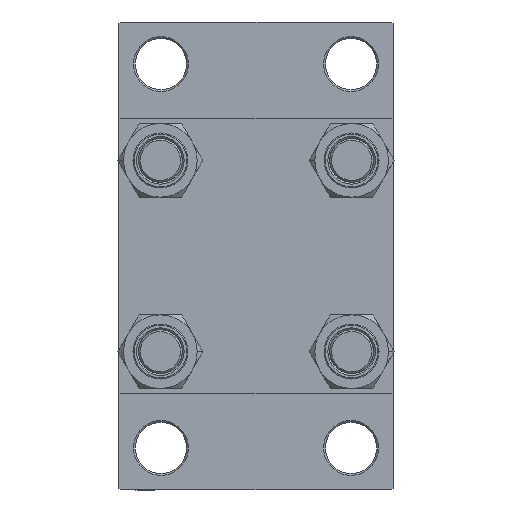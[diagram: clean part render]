
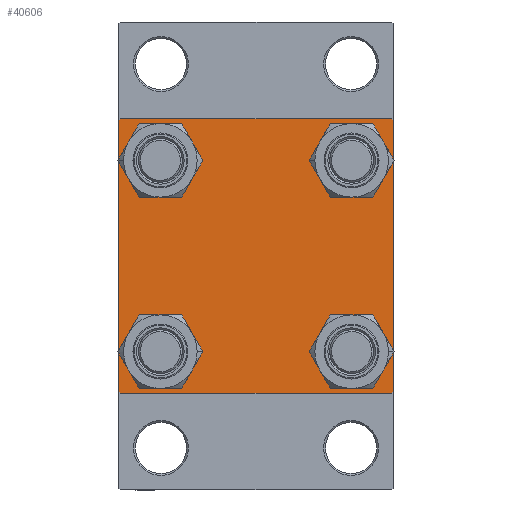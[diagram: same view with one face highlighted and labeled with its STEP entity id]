
A CAD part, left-side view. The second image highlights one B-rep face of the part: STEP entity #40606.
In plain terms, the highlighted planar face has unit normal (-1, 0, 0).
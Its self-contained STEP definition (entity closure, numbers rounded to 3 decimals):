
#66 = CIRCLE ( 'NONE', #38370, 6.5 ) ;
#154 = DIRECTION ( 'NONE',  ( 0., 0.707, -0.707 ) ) ;
#443 = CARTESIAN_POINT ( 'NONE',  ( 0., 37.5, 37. ) ) ;
#767 = AXIS2_PLACEMENT_3D ( 'NONE', #19468, #23308, #45136 ) ;
#937 = DIRECTION ( 'NONE',  ( 0., -0.707, -0.707 ) ) ;
#976 = DIRECTION ( 'NONE',  ( 0., 0., 1. ) ) ;
#1217 = FACE_BOUND ( 'NONE', #17452, .T. ) ;
#1239 = CARTESIAN_POINT ( 'NONE',  ( 0., 37.5, 37.5 ) ) ;
#2269 = EDGE_CURVE ( 'NONE', #35984, #39857, #18434, .T. ) ;
#2631 = EDGE_LOOP ( 'NONE', ( #30746, #20056 ) ) ;
#2694 = CARTESIAN_POINT ( 'NONE',  ( 0., -26.15, 26.15 ) ) ;
#3035 = DIRECTION ( 'NONE',  ( 0., -0.707, 0.707 ) ) ;
#3267 = CARTESIAN_POINT ( 'NONE',  ( 0., -37.25, -37.25 ) ) ;
#3384 = VERTEX_POINT ( 'NONE', #38366 ) ;
#4307 = ORIENTED_EDGE ( 'NONE', *, *, #39141, .T. ) ;
#4340 = FACE_BOUND ( 'NONE', #2631, .T. ) ;
#4498 = VECTOR ( 'NONE', #13920, 1000. ) ;
#4504 = AXIS2_PLACEMENT_3D ( 'NONE', #11506, #29035, #32393 ) ;
#4542 = CARTESIAN_POINT ( 'NONE',  ( 0., 37.25, -37.25 ) ) ;
#4993 = VERTEX_POINT ( 'NONE', #45935 ) ;
#5048 = AXIS2_PLACEMENT_3D ( 'NONE', #30872, #33530, #8811 ) ;
#5085 = DIRECTION ( 'NONE',  ( 0., -1., 0. ) ) ;
#5129 = CARTESIAN_POINT ( 'NONE',  ( 0., -26.15, -26.15 ) ) ;
#5255 = CARTESIAN_POINT ( 'NONE',  ( 0., -37.5, 37.5 ) ) ;
#5785 = CARTESIAN_POINT ( 'NONE',  ( 0., 37.5, -37.5 ) ) ;
#5959 = CARTESIAN_POINT ( 'NONE',  ( 0., 26.15, -32.65 ) ) ;
#6511 = DIRECTION ( 'NONE',  ( 0., 0., 1. ) ) ;
#6682 = ORIENTED_EDGE ( 'NONE', *, *, #8781, .T. ) ;
#6771 = CIRCLE ( 'NONE', #4504, 6.5 ) ;
#6901 = EDGE_CURVE ( 'NONE', #34950, #42474, #32597, .T. ) ;
#6931 = ORIENTED_EDGE ( 'NONE', *, *, #6901, .T. ) ;
#7146 = DIRECTION ( 'NONE',  ( 0., 0.707, 0.707 ) ) ;
#7754 = EDGE_CURVE ( 'NONE', #12620, #36238, #39075, .T. ) ;
#8167 = CIRCLE ( 'NONE', #46465, 6.5 ) ;
#8781 = EDGE_CURVE ( 'NONE', #41808, #34768, #8167, .T. ) ;
#8811 = DIRECTION ( 'NONE',  ( 0., 0., 1. ) ) ;
#8820 = EDGE_LOOP ( 'NONE', ( #6682, #24005 ) ) ;
#10635 = VERTEX_POINT ( 'NONE', #20271 ) ;
#10999 = VECTOR ( 'NONE', #37921, 1000. ) ;
#11506 = CARTESIAN_POINT ( 'NONE',  ( 0., 26.15, 26.15 ) ) ;
#11662 = VECTOR ( 'NONE', #5085, 1000. ) ;
#12214 = CIRCLE ( 'NONE', #767, 6.5 ) ;
#12440 = DIRECTION ( 'NONE',  ( 0., 0., -1. ) ) ;
#12515 = CARTESIAN_POINT ( 'NONE',  ( 0., 26.15, 32.65 ) ) ;
#12620 = VERTEX_POINT ( 'NONE', #38230 ) ;
#12854 = ORIENTED_EDGE ( 'NONE', *, *, #2269, .T. ) ;
#13028 = EDGE_CURVE ( 'NONE', #4993, #3384, #44607, .T. ) ;
#13168 = ORIENTED_EDGE ( 'NONE', *, *, #13830, .T. ) ;
#13248 = VECTOR ( 'NONE', #3035, 1000. ) ;
#13626 = CARTESIAN_POINT ( 'NONE',  ( 0., -37.25, 37.25 ) ) ;
#13830 = EDGE_CURVE ( 'NONE', #37372, #39106, #6771, .T. ) ;
#13886 = CARTESIAN_POINT ( 'NONE',  ( 0., -26.15, 26.15 ) ) ;
#13920 = DIRECTION ( 'NONE',  ( 0., -1., 0. ) ) ;
#14366 = DIRECTION ( 'NONE',  ( 1., 0., 0. ) ) ;
#15355 = DIRECTION ( 'NONE',  ( -1., 0., 0. ) ) ;
#15455 = DIRECTION ( 'NONE',  ( 1., 0., 0. ) ) ;
#15583 = CARTESIAN_POINT ( 'NONE',  ( 0., -26.15, 19.65 ) ) ;
#16085 = VERTEX_POINT ( 'NONE', #31264 ) ;
#16506 = EDGE_CURVE ( 'NONE', #12620, #10635, #39814, .T. ) ;
#17452 = EDGE_LOOP ( 'NONE', ( #13168, #35094 ) ) ;
#17527 = CARTESIAN_POINT ( 'NONE',  ( 0., 37.5, 37.5 ) ) ;
#17831 = ORIENTED_EDGE ( 'NONE', *, *, #13028, .F. ) ;
#17961 = VERTEX_POINT ( 'NONE', #38318 ) ;
#18212 = VECTOR ( 'NONE', #12440, 1000. ) ;
#18434 = LINE ( 'NONE', #4542, #32455 ) ;
#18618 = CARTESIAN_POINT ( 'NONE',  ( 0., -26.15, -26.15 ) ) ;
#19464 = ORIENTED_EDGE ( 'NONE', *, *, #16506, .F. ) ;
#19468 = CARTESIAN_POINT ( 'NONE',  ( 0., 26.15, -26.15 ) ) ;
#19910 = EDGE_CURVE ( 'NONE', #42474, #34950, #12214, .T. ) ;
#20056 = ORIENTED_EDGE ( 'NONE', *, *, #31386, .T. ) ;
#20271 = CARTESIAN_POINT ( 'NONE',  ( 0., -37., 37.5 ) ) ;
#20872 = AXIS2_PLACEMENT_3D ( 'NONE', #18618, #33726, #41395 ) ;
#21533 = ORIENTED_EDGE ( 'NONE', *, *, #30234, .T. ) ;
#21648 = AXIS2_PLACEMENT_3D ( 'NONE', #5129, #15455, #30086 ) ;
#22009 = DIRECTION ( 'NONE',  ( 1., 0., 0. ) ) ;
#22235 = EDGE_CURVE ( 'NONE', #39106, #37372, #39092, .T. ) ;
#22792 = FACE_BOUND ( 'NONE', #35386, .T. ) ;
#22961 = EDGE_CURVE ( 'NONE', #34768, #41808, #66, .T. ) ;
#23308 = DIRECTION ( 'NONE',  ( 1., 0., 0. ) ) ;
#24005 = ORIENTED_EDGE ( 'NONE', *, *, #22961, .T. ) ;
#24155 = ORIENTED_EDGE ( 'NONE', *, *, #36148, .T. ) ;
#24742 = DIRECTION ( 'NONE',  ( 1., 0., 0. ) ) ;
#25394 = DIRECTION ( 'NONE',  ( 0., 0., 1. ) ) ;
#25854 = VERTEX_POINT ( 'NONE', #42509 ) ;
#25867 = CARTESIAN_POINT ( 'NONE',  ( 0., -26.15, 32.65 ) ) ;
#26297 = ORIENTED_EDGE ( 'NONE', *, *, #19910, .T. ) ;
#26364 = EDGE_CURVE ( 'NONE', #25854, #16085, #31588, .T. ) ;
#26456 = CARTESIAN_POINT ( 'NONE',  ( 0., 26.15, -19.65 ) ) ;
#26530 = VECTOR ( 'NONE', #154, 1000. ) ;
#26851 = AXIS2_PLACEMENT_3D ( 'NONE', #46956, #22009, #29207 ) ;
#26891 = LINE ( 'NONE', #1239, #10999 ) ;
#27755 = VECTOR ( 'NONE', #7146, 1000. ) ;
#27795 = ORIENTED_EDGE ( 'NONE', *, *, #7754, .T. ) ;
#28029 = CARTESIAN_POINT ( 'NONE',  ( 0., 37.5, -37. ) ) ;
#29035 = DIRECTION ( 'NONE',  ( 1., 0., 0. ) ) ;
#29163 = ORIENTED_EDGE ( 'NONE', *, *, #41217, .T. ) ;
#29207 = DIRECTION ( 'NONE',  ( 0., 0., 1. ) ) ;
#30086 = DIRECTION ( 'NONE',  ( 0., 0., 1. ) ) ;
#30234 = EDGE_CURVE ( 'NONE', #39857, #17961, #34338, .T. ) ;
#30462 = CARTESIAN_POINT ( 'NONE',  ( 0., 0., 0. ) ) ;
#30746 = ORIENTED_EDGE ( 'NONE', *, *, #26364, .T. ) ;
#30872 = CARTESIAN_POINT ( 'NONE',  ( 0., 26.15, -26.15 ) ) ;
#31264 = CARTESIAN_POINT ( 'NONE',  ( 0., -26.15, -32.65 ) ) ;
#31386 = EDGE_CURVE ( 'NONE', #16085, #25854, #42346, .T. ) ;
#31588 = CIRCLE ( 'NONE', #20872, 6.5 ) ;
#32364 = AXIS2_PLACEMENT_3D ( 'NONE', #30462, #15355, #976 ) ;
#32393 = DIRECTION ( 'NONE',  ( 0., 0., 1. ) ) ;
#32455 = VECTOR ( 'NONE', #937, 1000. ) ;
#32597 = CIRCLE ( 'NONE', #5048, 6.5 ) ;
#33530 = DIRECTION ( 'NONE',  ( 1., 0., 0. ) ) ;
#33726 = DIRECTION ( 'NONE',  ( 1., 0., 0. ) ) ;
#33822 = PLANE ( 'NONE',  #32364 ) ;
#34338 = LINE ( 'NONE', #5785, #11662 ) ;
#34768 = VERTEX_POINT ( 'NONE', #15583 ) ;
#34950 = VERTEX_POINT ( 'NONE', #5959 ) ;
#35094 = ORIENTED_EDGE ( 'NONE', *, *, #22235, .T. ) ;
#35386 = EDGE_LOOP ( 'NONE', ( #26297, #6931 ) ) ;
#35699 = LINE ( 'NONE', #13626, #27755 ) ;
#35882 = LINE ( 'NONE', #3267, #13248 ) ;
#35984 = VERTEX_POINT ( 'NONE', #28029 ) ;
#36148 = EDGE_CURVE ( 'NONE', #4993, #10635, #35699, .T. ) ;
#36238 = VERTEX_POINT ( 'NONE', #443 ) ;
#37191 = CARTESIAN_POINT ( 'NONE',  ( 0., 37., -37.5 ) ) ;
#37372 = VERTEX_POINT ( 'NONE', #12515 ) ;
#37432 = FACE_OUTER_BOUND ( 'NONE', #37787, .T. ) ;
#37664 = FACE_BOUND ( 'NONE', #8820, .T. ) ;
#37787 = EDGE_LOOP ( 'NONE', ( #4307, #12854, #21533, #29163, #17831, #24155, #19464, #27795 ) ) ;
#37921 = DIRECTION ( 'NONE',  ( 0., 0., -1. ) ) ;
#38230 = CARTESIAN_POINT ( 'NONE',  ( 0., 37., 37.5 ) ) ;
#38318 = CARTESIAN_POINT ( 'NONE',  ( 0., -37., -37.5 ) ) ;
#38366 = CARTESIAN_POINT ( 'NONE',  ( 0., -37.5, -37. ) ) ;
#38370 = AXIS2_PLACEMENT_3D ( 'NONE', #2694, #24742, #6511 ) ;
#38374 = CARTESIAN_POINT ( 'NONE',  ( 0., 26.15, 19.65 ) ) ;
#39075 = LINE ( 'NONE', #40443, #26530 ) ;
#39092 = CIRCLE ( 'NONE', #26851, 6.5 ) ;
#39106 = VERTEX_POINT ( 'NONE', #38374 ) ;
#39141 = EDGE_CURVE ( 'NONE', #36238, #35984, #26891, .T. ) ;
#39814 = LINE ( 'NONE', #17527, #4498 ) ;
#39857 = VERTEX_POINT ( 'NONE', #37191 ) ;
#40443 = CARTESIAN_POINT ( 'NONE',  ( 0., 37.25, 37.25 ) ) ;
#40606 = ADVANCED_FACE ( 'NONE', ( #37664, #4340, #22792, #1217, #37432 ), #33822, .T. ) ;
#41217 = EDGE_CURVE ( 'NONE', #17961, #3384, #35882, .T. ) ;
#41395 = DIRECTION ( 'NONE',  ( 0., 0., 1. ) ) ;
#41808 = VERTEX_POINT ( 'NONE', #25867 ) ;
#42346 = CIRCLE ( 'NONE', #21648, 6.5 ) ;
#42474 = VERTEX_POINT ( 'NONE', #26456 ) ;
#42509 = CARTESIAN_POINT ( 'NONE',  ( 0., -26.15, -19.65 ) ) ;
#44607 = LINE ( 'NONE', #5255, #18212 ) ;
#45136 = DIRECTION ( 'NONE',  ( 0., 0., 1. ) ) ;
#45935 = CARTESIAN_POINT ( 'NONE',  ( 0., -37.5, 37. ) ) ;
#46465 = AXIS2_PLACEMENT_3D ( 'NONE', #13886, #14366, #25394 ) ;
#46956 = CARTESIAN_POINT ( 'NONE',  ( 0., 26.15, 26.15 ) ) ;
